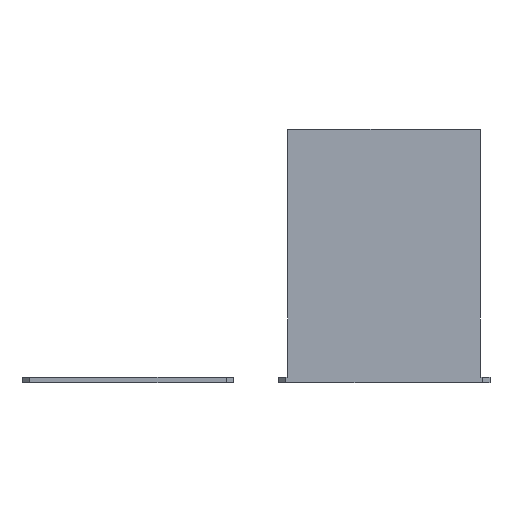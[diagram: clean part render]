
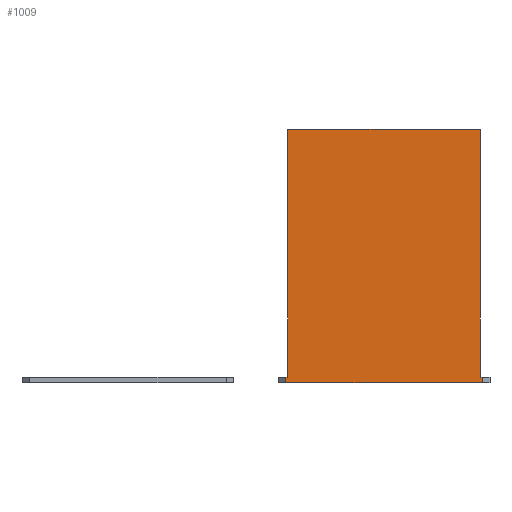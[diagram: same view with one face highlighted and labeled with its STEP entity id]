
A CAD part, front view. The second image highlights one B-rep face of the part: STEP entity #1009.
In plain terms, the highlighted planar face has unit normal (0, -1, 0).
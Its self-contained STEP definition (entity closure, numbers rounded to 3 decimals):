
#79=PLANE('',#1118);
#131=FACE_OUTER_BOUND('',#195,.T.);
#195=EDGE_LOOP('',(#911,#912,#913,#914,#915,#916,#917,#918));
#248=LINE('',#1592,#354);
#256=LINE('',#1608,#362);
#285=LINE('',#1685,#391);
#286=LINE('',#1688,#392);
#290=LINE('',#1695,#396);
#301=LINE('',#1725,#407);
#302=LINE('',#1728,#408);
#303=LINE('',#1729,#409);
#354=VECTOR('',#1247,10.);
#362=VECTOR('',#1255,10.);
#391=VECTOR('',#1334,10.);
#392=VECTOR('',#1337,10.);
#396=VECTOR('',#1345,10.);
#407=VECTOR('',#1378,10.);
#408=VECTOR('',#1381,10.);
#409=VECTOR('',#1382,10.);
#486=VERTEX_POINT('',#1589);
#487=VERTEX_POINT('',#1591);
#494=VERTEX_POINT('',#1605);
#495=VERTEX_POINT('',#1607);
#518=VERTEX_POINT('',#1683);
#519=VERTEX_POINT('',#1687);
#528=VERTEX_POINT('',#1723);
#529=VERTEX_POINT('',#1727);
#594=EDGE_CURVE('',#486,#487,#248,.T.);
#602=EDGE_CURVE('',#494,#495,#256,.T.);
#641=EDGE_CURVE('',#486,#518,#285,.T.);
#642=EDGE_CURVE('',#495,#519,#286,.T.);
#646=EDGE_CURVE('',#519,#518,#290,.T.);
#661=EDGE_CURVE('',#494,#528,#301,.T.);
#662=EDGE_CURVE('',#529,#528,#302,.T.);
#663=EDGE_CURVE('',#487,#529,#303,.T.);
#911=ORIENTED_EDGE('',*,*,#602,.F.);
#912=ORIENTED_EDGE('',*,*,#661,.T.);
#913=ORIENTED_EDGE('',*,*,#662,.F.);
#914=ORIENTED_EDGE('',*,*,#663,.F.);
#915=ORIENTED_EDGE('',*,*,#594,.F.);
#916=ORIENTED_EDGE('',*,*,#641,.T.);
#917=ORIENTED_EDGE('',*,*,#646,.F.);
#918=ORIENTED_EDGE('',*,*,#642,.F.);
#1009=ADVANCED_FACE('',(#131),#79,.T.);
#1118=AXIS2_PLACEMENT_3D('',#1726,#1379,#1380);
#1247=DIRECTION('',(1.,0.,0.));
#1255=DIRECTION('',(1.,0.,0.));
#1334=DIRECTION('',(0.,0.,1.));
#1337=DIRECTION('',(0.,0.,1.));
#1345=DIRECTION('',(1.,0.,0.));
#1378=DIRECTION('',(0.,0.,-1.));
#1379=DIRECTION('center_axis',(0.,-1.,0.));
#1380=DIRECTION('ref_axis',(-1.,0.,0.));
#1381=DIRECTION('',(-1.,0.,0.));
#1382=DIRECTION('',(0.,0.,-1.));
#1589=CARTESIAN_POINT('',(-3.75,0.2,0.));
#1591=CARTESIAN_POINT('',(-3.083,0.2,0.));
#1592=CARTESIAN_POINT('',(-75.917,0.2,0.));
#1605=CARTESIAN_POINT('',(-75.917,0.2,0.));
#1607=CARTESIAN_POINT('',(-75.25,0.2,0.));
#1608=CARTESIAN_POINT('',(-75.917,0.2,0.));
#1683=CARTESIAN_POINT('',(-3.75,0.2,91.9));
#1685=CARTESIAN_POINT('',(-3.75,0.2,0.));
#1687=CARTESIAN_POINT('',(-75.25,0.2,91.9));
#1688=CARTESIAN_POINT('',(-75.25,0.2,0.));
#1695=CARTESIAN_POINT('',(-75.917,0.2,91.9));
#1723=CARTESIAN_POINT('',(-75.917,0.2,-2.));
#1725=CARTESIAN_POINT('',(-75.917,0.2,0.));
#1726=CARTESIAN_POINT('Origin',(-3.083,0.2,0.));
#1727=CARTESIAN_POINT('',(-3.083,0.2,-2.));
#1728=CARTESIAN_POINT('',(-75.917,0.2,-2.));
#1729=CARTESIAN_POINT('',(-3.083,0.2,0.));
